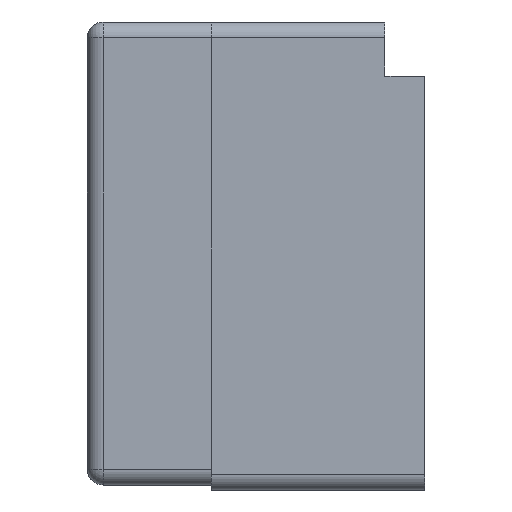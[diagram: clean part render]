
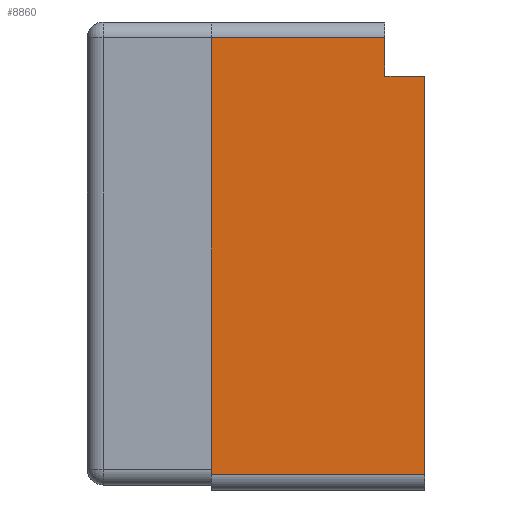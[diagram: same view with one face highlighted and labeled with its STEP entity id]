
A CAD part, left-side view. The second image highlights one B-rep face of the part: STEP entity #8860.
In plain terms, the highlighted planar face has unit normal (-1, 0, 0).
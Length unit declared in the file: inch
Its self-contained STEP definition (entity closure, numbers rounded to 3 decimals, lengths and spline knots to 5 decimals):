
#188 = ORIENTED_EDGE ( 'NONE', *, *, #42604, .T. ) ;
#1615 = CARTESIAN_POINT ( 'NONE',  ( -1.23031, -0.41772, -1.11996 ) ) ;
#3150 = LINE ( 'NONE', #16806, #30562 ) ;
#4869 = LINE ( 'NONE', #39969, #45338 ) ;
#5805 = EDGE_LOOP ( 'NONE', ( #27622, #24524, #46518, #9938, #188, #22669 ) ) ;
#6359 = CARTESIAN_POINT ( 'NONE',  ( -1.23031, -0.41772, -1.16535 ) ) ;
#8334 = AXIS2_PLACEMENT_3D ( 'NONE', #14305, #18073, #44726 ) ;
#8625 = CARTESIAN_POINT ( 'NONE',  ( -1.23031, 0.11063, -1.11996 ) ) ;
#8860 = ADVANCED_FACE ( 'NONE', ( #35559 ), #14616, .T. ) ;
#9382 = CARTESIAN_POINT ( 'NONE',  ( -1.23031, -0.31929, -0.13386 ) ) ;
#9422 = EDGE_CURVE ( 'NONE', #42107, #47403, #21130, .T. ) ;
#9938 = ORIENTED_EDGE ( 'NONE', *, *, #9422, .T. ) ;
#13221 = DIRECTION ( 'NONE',  ( 0., 0., 1. ) ) ;
#13323 = VERTEX_POINT ( 'NONE', #15242 ) ;
#13463 = EDGE_CURVE ( 'NONE', #16479, #32323, #4869, .T. ) ;
#14305 = CARTESIAN_POINT ( 'NONE',  ( -1.23031, -0.41772, -1.16535 ) ) ;
#14577 = LINE ( 'NONE', #6359, #39542 ) ;
#14616 = PLANE ( 'NONE',  #8334 ) ;
#14898 = VECTOR ( 'NONE', #13221, 39.37008 ) ;
#15178 = DIRECTION ( 'NONE',  ( 0., 0., 1. ) ) ;
#15242 = CARTESIAN_POINT ( 'NONE',  ( -1.23031, -0.31929, -0.03937 ) ) ;
#16479 = VERTEX_POINT ( 'NONE', #42118 ) ;
#16508 = EDGE_CURVE ( 'NONE', #42107, #29301, #19735, .T. ) ;
#16540 = CARTESIAN_POINT ( 'NONE',  ( -1.23031, -0.41772, -1.11996 ) ) ;
#16806 = CARTESIAN_POINT ( 'NONE',  ( -1.23031, -0.41772, -0.03937 ) ) ;
#17608 = DIRECTION ( 'NONE',  ( 0., 0., 1. ) ) ;
#18073 = DIRECTION ( 'NONE',  ( -1., 0., 0. ) ) ;
#19735 = LINE ( 'NONE', #38095, #48975 ) ;
#20205 = LINE ( 'NONE', #28643, #14898 ) ;
#21130 = LINE ( 'NONE', #16540, #43811 ) ;
#22669 = ORIENTED_EDGE ( 'NONE', *, *, #13463, .T. ) ;
#24524 = ORIENTED_EDGE ( 'NONE', *, *, #47135, .T. ) ;
#25009 = DIRECTION ( 'NONE',  ( 0., 1., 0. ) ) ;
#27622 = ORIENTED_EDGE ( 'NONE', *, *, #36825, .T. ) ;
#28276 = DIRECTION ( 'NONE',  ( 0., 1., 0. ) ) ;
#28643 = CARTESIAN_POINT ( 'NONE',  ( -1.23031, -0.31929, -0.13386 ) ) ;
#29301 = VERTEX_POINT ( 'NONE', #41906 ) ;
#30562 = VECTOR ( 'NONE', #28276, 39.37008 ) ;
#32323 = VERTEX_POINT ( 'NONE', #9382 ) ;
#35559 = FACE_OUTER_BOUND ( 'NONE', #5805, .T. ) ;
#36825 = EDGE_CURVE ( 'NONE', #32323, #13323, #20205, .T. ) ;
#38095 = CARTESIAN_POINT ( 'NONE',  ( -1.23031, 0.11063, -1.16539 ) ) ;
#39542 = VECTOR ( 'NONE', #17608, 39.37008 ) ;
#39960 = DIRECTION ( 'NONE',  ( 0., -1., 0. ) ) ;
#39969 = CARTESIAN_POINT ( 'NONE',  ( -1.23031, -0.41772, -0.13386 ) ) ;
#41906 = CARTESIAN_POINT ( 'NONE',  ( -1.23031, 0.11063, -0.03937 ) ) ;
#42107 = VERTEX_POINT ( 'NONE', #8625 ) ;
#42118 = CARTESIAN_POINT ( 'NONE',  ( -1.23031, -0.41772, -0.13386 ) ) ;
#42604 = EDGE_CURVE ( 'NONE', #47403, #16479, #14577, .T. ) ;
#43811 = VECTOR ( 'NONE', #39960, 39.37008 ) ;
#44726 = DIRECTION ( 'NONE',  ( 0., 0., 1. ) ) ;
#45338 = VECTOR ( 'NONE', #25009, 39.37008 ) ;
#46518 = ORIENTED_EDGE ( 'NONE', *, *, #16508, .F. ) ;
#47135 = EDGE_CURVE ( 'NONE', #13323, #29301, #3150, .T. ) ;
#47403 = VERTEX_POINT ( 'NONE', #1615 ) ;
#48975 = VECTOR ( 'NONE', #15178, 39.37008 ) ;
